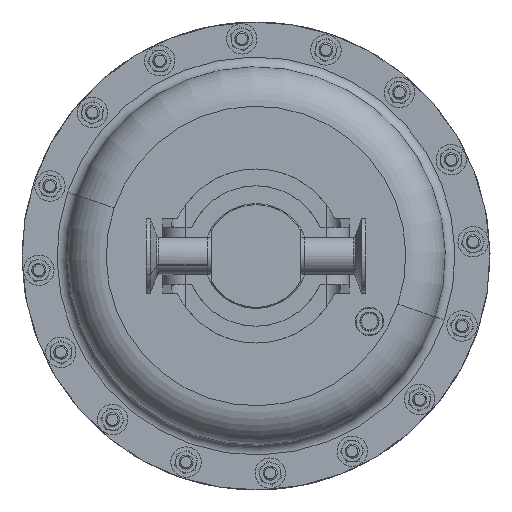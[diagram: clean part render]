
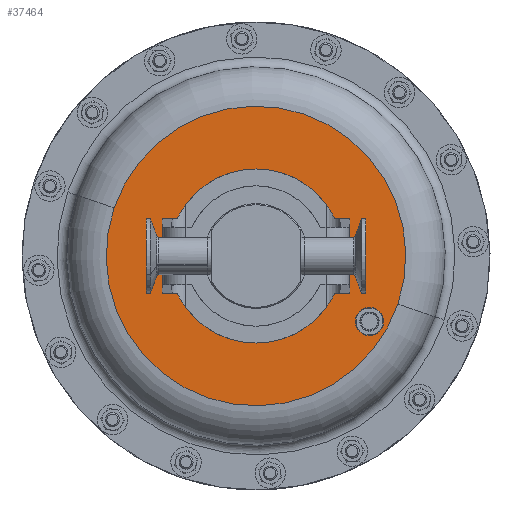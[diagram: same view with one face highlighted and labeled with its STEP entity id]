
A CAD part, front view. The second image highlights one B-rep face of the part: STEP entity #37464.
In plain terms, the highlighted planar face has unit normal (0, -1, 0).
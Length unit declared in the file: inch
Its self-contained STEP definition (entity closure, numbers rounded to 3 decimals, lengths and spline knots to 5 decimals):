
#1557 = EDGE_LOOP ( 'NONE', ( #22864, #7428 ) ) ;
#2273 = AXIS2_PLACEMENT_3D ( 'NONE', #6818, #29022, #16317 ) ;
#2631 = EDGE_CURVE ( 'NONE', #26063, #33412, #36545, .T. ) ;
#2697 = CARTESIAN_POINT ( 'NONE',  ( 0., 10.4865, 0. ) ) ;
#3544 = CARTESIAN_POINT ( 'NONE',  ( 3.1244, 10.4865, -2.11321 ) ) ;
#3897 = DIRECTION ( 'NONE',  ( -0.947, 0., 0.321 ) ) ;
#4303 = ORIENTED_EDGE ( 'NONE', *, *, #19382, .T. ) ;
#4402 = VERTEX_POINT ( 'NONE', #12584 ) ;
#5319 = AXIS2_PLACEMENT_3D ( 'NONE', #30737, #18315, #24561 ) ;
#6601 = CARTESIAN_POINT ( 'NONE',  ( 3.78772, 10.4865, -1.28576 ) ) ;
#6812 = AXIS2_PLACEMENT_3D ( 'NONE', #2697, #11761, #34066 ) ;
#6818 = CARTESIAN_POINT ( 'NONE',  ( 0., 10.4865, 0. ) ) ;
#7428 = ORIENTED_EDGE ( 'NONE', *, *, #28506, .F. ) ;
#7572 = EDGE_CURVE ( 'NONE', #4402, #12920, #14397, .T. ) ;
#8696 = AXIS2_PLACEMENT_3D ( 'NONE', #35772, #19555, #29481 ) ;
#8925 = CIRCLE ( 'NONE', #6812, 4. ) ;
#11761 = DIRECTION ( 'NONE',  ( 0., 1., 0. ) ) ;
#12584 = CARTESIAN_POINT ( 'NONE',  ( 2.93778, 10.4865, -1.38679 ) ) ;
#12734 = CIRCLE ( 'NONE', #5319, 0.375 ) ;
#12920 = VERTEX_POINT ( 'NONE', #3544 ) ;
#13921 = DIRECTION ( 'NONE',  ( 0.947, 0., -0.321 ) ) ;
#14397 = CIRCLE ( 'NONE', #38207, 0.375 ) ;
#15036 = FACE_BOUND ( 'NONE', #1557, .T. ) ;
#15736 = ORIENTED_EDGE ( 'NONE', *, *, #17676, .F. ) ;
#15884 = CARTESIAN_POINT ( 'NONE',  ( 0., 10.4865, 2.325 ) ) ;
#16317 = DIRECTION ( 'NONE',  ( 0., 0., -1. ) ) ;
#16679 = DIRECTION ( 'NONE',  ( 0., -1., 0. ) ) ;
#17124 = EDGE_LOOP ( 'NONE', ( #24595, #15736 ) ) ;
#17286 = EDGE_CURVE ( 'NONE', #30426, #31394, #23794, .T. ) ;
#17676 = EDGE_CURVE ( 'NONE', #33412, #26063, #8925, .T. ) ;
#18315 = DIRECTION ( 'NONE',  ( 0., 1., 0. ) ) ;
#19382 = EDGE_CURVE ( 'NONE', #12920, #4402, #12734, .T. ) ;
#19555 = DIRECTION ( 'NONE',  ( 0., -1., 0. ) ) ;
#19592 = PLANE ( 'NONE',  #23837 ) ;
#20029 = FACE_OUTER_BOUND ( 'NONE', #17124, .T. ) ;
#20494 = ORIENTED_EDGE ( 'NONE', *, *, #7572, .T. ) ;
#22864 = ORIENTED_EDGE ( 'NONE', *, *, #17286, .F. ) ;
#23794 = CIRCLE ( 'NONE', #8696, 2.325 ) ;
#23837 = AXIS2_PLACEMENT_3D ( 'NONE', #35412, #16679, #3897 ) ;
#24561 = DIRECTION ( 'NONE',  ( 0.249, 0., -0.969 ) ) ;
#24595 = ORIENTED_EDGE ( 'NONE', *, *, #2631, .F. ) ;
#26063 = VERTEX_POINT ( 'NONE', #6601 ) ;
#27137 = DIRECTION ( 'NONE',  ( 0., 1., 0. ) ) ;
#27180 = CIRCLE ( 'NONE', #2273, 2.325 ) ;
#28506 = EDGE_CURVE ( 'NONE', #31394, #30426, #27180, .T. ) ;
#29022 = DIRECTION ( 'NONE',  ( 0., -1., 0. ) ) ;
#29358 = DIRECTION ( 'NONE',  ( 0., 1., 0. ) ) ;
#29481 = DIRECTION ( 'NONE',  ( 0., 0., -1. ) ) ;
#29850 = EDGE_LOOP ( 'NONE', ( #4303, #20494 ) ) ;
#30426 = VERTEX_POINT ( 'NONE', #32442 ) ;
#30549 = FACE_BOUND ( 'NONE', #29850, .T. ) ;
#30737 = CARTESIAN_POINT ( 'NONE',  ( 3.03109, 10.4865, -1.75 ) ) ;
#30740 = CARTESIAN_POINT ( 'NONE',  ( -3.78772, 10.4865, 1.28576 ) ) ;
#31394 = VERTEX_POINT ( 'NONE', #15884 ) ;
#32291 = DIRECTION ( 'NONE',  ( 0.249, 0., -0.969 ) ) ;
#32442 = CARTESIAN_POINT ( 'NONE',  ( 0., 10.4865, -2.325 ) ) ;
#33412 = VERTEX_POINT ( 'NONE', #30740 ) ;
#34066 = DIRECTION ( 'NONE',  ( 0.947, 0., -0.321 ) ) ;
#35384 = CARTESIAN_POINT ( 'NONE',  ( 3.03109, 10.4865, -1.75 ) ) ;
#35412 = CARTESIAN_POINT ( 'NONE',  ( -1.28576, 10.4865, -3.78772 ) ) ;
#35772 = CARTESIAN_POINT ( 'NONE',  ( 0., 10.4865, 0. ) ) ;
#35904 = AXIS2_PLACEMENT_3D ( 'NONE', #39683, #27137, #13921 ) ;
#36545 = CIRCLE ( 'NONE', #35904, 4. ) ;
#37464 = ADVANCED_FACE ( 'NONE', ( #15036, #20029, #30549 ), #19592, .T. ) ;
#38207 = AXIS2_PLACEMENT_3D ( 'NONE', #35384, #29358, #32291 ) ;
#39683 = CARTESIAN_POINT ( 'NONE',  ( 0., 10.4865, 0. ) ) ;
